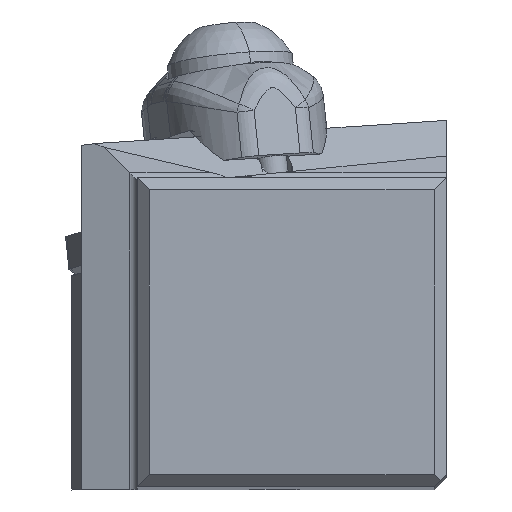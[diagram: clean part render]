
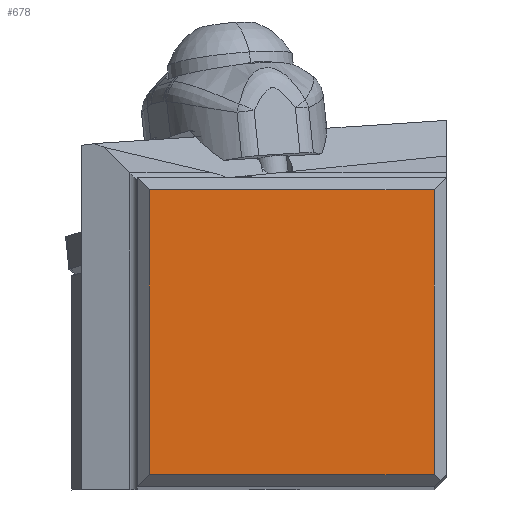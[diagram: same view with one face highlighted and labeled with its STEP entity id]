
A CAD part, top view. The second image highlights one B-rep face of the part: STEP entity #678.
In plain terms, the highlighted planar face has unit normal (0, 0, 1).
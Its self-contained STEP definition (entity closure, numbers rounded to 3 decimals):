
#436=FACE_OUTER_BOUND('',#1045,.T.);
#678=ADVANCED_FACE('',(#436),#929,.T.);
#929=PLANE('',#4529);
#1045=EDGE_LOOP('',(#1619,#1620,#1621,#1622));
#1619=ORIENTED_EDGE('',*,*,#3300,.T.);
#1620=ORIENTED_EDGE('',*,*,#3305,.T.);
#1621=ORIENTED_EDGE('',*,*,#3306,.T.);
#1622=ORIENTED_EDGE('',*,*,#3304,.F.);
#2871=VERTEX_POINT('',#6246);
#2872=VERTEX_POINT('',#6248);
#2873=VERTEX_POINT('',#6252);
#2875=VERTEX_POINT('',#6258);
#3300=EDGE_CURVE('',#2872,#2871,#3932,.T.);
#3304=EDGE_CURVE('',#2872,#2873,#3936,.T.);
#3305=EDGE_CURVE('',#2871,#2875,#3937,.T.);
#3306=EDGE_CURVE('',#2875,#2873,#3938,.T.);
#3932=LINE('',#6247,#4166);
#3936=LINE('',#6255,#4170);
#3937=LINE('',#6257,#4171);
#3938=LINE('',#6259,#4172);
#4166=VECTOR('',#5087,1.);
#4170=VECTOR('',#5093,1.);
#4171=VECTOR('',#5096,1.);
#4172=VECTOR('',#5097,1.);
#4529=AXIS2_PLACEMENT_3D('',#6260,#5098,#5099);
#5087=DIRECTION('',(1.,0.,0.));
#5093=DIRECTION('',(0.,1.,0.));
#5096=DIRECTION('',(0.,1.,0.));
#5097=DIRECTION('',(-1.,0.,0.));
#5098=DIRECTION('',(0.,0.,1.));
#5099=DIRECTION('',(-1.,0.,0.));
#6246=CARTESIAN_POINT('',(-1.,1.,0.));
#6247=CARTESIAN_POINT('',(-24.4,1.,0.));
#6248=CARTESIAN_POINT('',(-24.4,1.,0.));
#6252=CARTESIAN_POINT('',(-24.4,24.4,0.));
#6255=CARTESIAN_POINT('',(-24.4,1.,0.));
#6257=CARTESIAN_POINT('',(-1.,1.,0.));
#6258=CARTESIAN_POINT('',(-1.,24.4,0.));
#6259=CARTESIAN_POINT('',(-1.,24.4,0.));
#6260=CARTESIAN_POINT('',(-12.7,12.7,0.));
